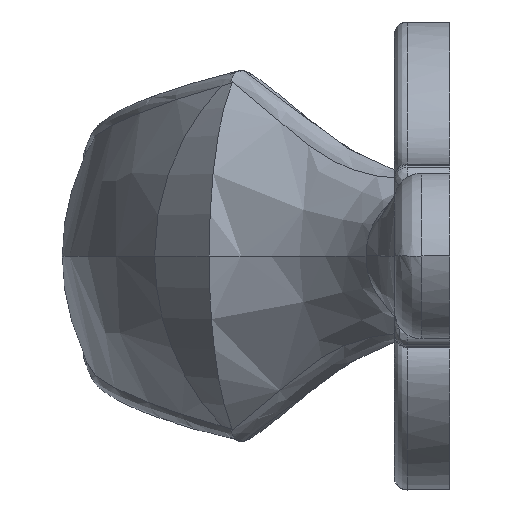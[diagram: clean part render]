
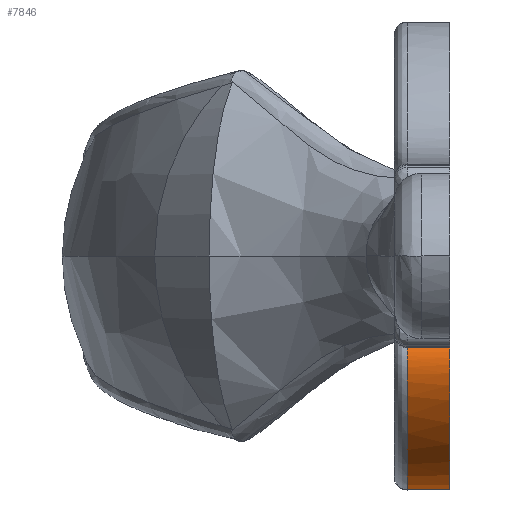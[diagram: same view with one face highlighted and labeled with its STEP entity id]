
A CAD part, left-side view. The second image highlights one B-rep face of the part: STEP entity #7846.
In plain terms, the highlighted free-form (B-spline) face has degree [3, 1] with [13, 2] control points.
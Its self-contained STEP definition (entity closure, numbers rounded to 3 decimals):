
#87 = CARTESIAN_POINT ( 'NONE',  ( -54.24, 2.3, -7.386 ) ) ;
#463 = FACE_OUTER_BOUND ( 'NONE', #12170, .T. ) ;
#780 = ORIENTED_EDGE ( 'NONE', *, *, #16480, .F. ) ;
#1138 = CARTESIAN_POINT ( 'NONE',  ( -46.331, 0., -12.686 ) ) ;
#2009 = CARTESIAN_POINT ( 'NONE',  ( -54.288, 2.3, -4.67 ) ) ;
#2327 = ORIENTED_EDGE ( 'NONE', *, *, #13638, .T. ) ;
#2502 = CARTESIAN_POINT ( 'NONE',  ( -44.375, 3.6, -12.714 ) ) ;
#2847 = CARTESIAN_POINT ( 'NONE',  ( -54.288, 2.3, -4.67 ) ) ;
#2882 = CARTESIAN_POINT ( 'NONE',  ( -44.375, 0., -12.714 ) ) ;
#3006 = CARTESIAN_POINT ( 'NONE',  ( -45.383, 0., -1.555 ) ) ;
#3497 = CARTESIAN_POINT ( 'NONE',  ( -55.071, 0., -7.088 ) ) ;
#3667 = CARTESIAN_POINT ( 'NONE',  ( -54.37, 2.3, -4.8 ) ) ;
#3718 = CARTESIAN_POINT ( 'NONE',  ( -54.55, 0., -5.237 ) ) ;
#4131 = VERTEX_POINT ( 'NONE', #21903 ) ;
#4560 = CARTESIAN_POINT ( 'NONE',  ( -50.496, 3.6, -11.316 ) ) ;
#4892 = CARTESIAN_POINT ( 'NONE',  ( -51.735, 2.3, -10.443 ) ) ;
#4945 = CARTESIAN_POINT ( 'NONE',  ( -48., 0., -2. ) ) ;
#5312 = CARTESIAN_POINT ( 'NONE',  ( -54.55, 3.6, -5.237 ) ) ;
#5791 = ORIENTED_EDGE ( 'NONE', *, *, #16304, .T. ) ;
#6210 = CARTESIAN_POINT ( 'NONE',  ( -46.465, 3.6, -12.819 ) ) ;
#6976 = CARTESIAN_POINT ( 'NONE',  ( -54.55, 0., -5.237 ) ) ;
#7109 = CARTESIAN_POINT ( 'NONE',  ( -43.285, 3.6, -1.528 ) ) ;
#7336 = CARTESIAN_POINT ( 'NONE',  ( -49.13, 0., -12.169 ) ) ;
#7383 = CARTESIAN_POINT ( 'NONE',  ( -46.331, 0., -12.686 ) ) ;
#7527 = CARTESIAN_POINT ( 'NONE',  ( -54.54, 2.3, -6.609 ) ) ;
#7846 = ADVANCED_FACE ( 'NONE', ( #463 ), #23942, .T. ) ;
#8216 = VERTEX_POINT ( 'NONE', #2847 ) ;
#9241 = CARTESIAN_POINT ( 'NONE',  ( -50.496, 0., -11.316 ) ) ;
#9265 = CARTESIAN_POINT ( 'NONE',  ( -43.285, 0., -1.528 ) ) ;
#9403 = EDGE_CURVE ( 'NONE', #4131, #8216, #11593, .T. ) ;
#9450 = CARTESIAN_POINT ( 'NONE',  ( -54.288, 0.767, -4.67 ) ) ;
#10013 = VERTEX_POINT ( 'NONE', #1138 ) ;
#10636 = CARTESIAN_POINT ( 'NONE',  ( -47.652, 2.3, -12.518 ) ) ;
#10697 = CARTESIAN_POINT ( 'NONE',  ( -46.465, 0., -12.819 ) ) ;
#11208 = CARTESIAN_POINT ( 'NONE',  ( -46.331, 0.767, -12.686 ) ) ;
#11310 = CARTESIAN_POINT ( 'NONE',  ( -42., 3.6, -3.85 ) ) ;
#11593 = B_SPLINE_CURVE_WITH_KNOTS ( 'NONE', 3,
 ( #13431, #9450, #19208, #15369 ),
 .UNSPECIFIED., .F., .F.,
 ( 4, 4 ),
 ( 0., 1. ),
 .UNSPECIFIED. ) ;
#12170 = EDGE_LOOP ( 'NONE', ( #2327, #5791, #20514, #780 ) ) ;
#12238 = CARTESIAN_POINT ( 'NONE',  ( -48.504, 0., -12.56 ) ) ;
#12361 = CARTESIAN_POINT ( 'NONE',  ( -52.815, 0., -9.868 ) ) ;
#12537 = VERTEX_POINT ( 'NONE', #14236 ) ;
#13431 = CARTESIAN_POINT ( 'NONE',  ( -54.288, 0., -4.67 ) ) ;
#13472 = CARTESIAN_POINT ( 'NONE',  ( -52.815, 0., -9.868 ) ) ;
#13638 = EDGE_CURVE ( 'NONE', #12537, #10013, #22257, .T. ) ;
#14236 = CARTESIAN_POINT ( 'NONE',  ( -46.331, 2.3, -12.686 ) ) ;
#14442 = CARTESIAN_POINT ( 'NONE',  ( -46.331, 2.3, -12.686 ) ) ;
#14629 = CARTESIAN_POINT ( 'NONE',  ( -50.591, 2.3, -11.316 ) ) ;
#14820 = CARTESIAN_POINT ( 'NONE',  ( -54.029, 0., -3.386 ) ) ;
#15184 = CARTESIAN_POINT ( 'NONE',  ( -42., 0., -3.85 ) ) ;
#15346 = CARTESIAN_POINT ( 'NONE',  ( -54.464, 2.3, -4.979 ) ) ;
#15369 = CARTESIAN_POINT ( 'NONE',  ( -54.288, 2.3, -4.67 ) ) ;
#15405 = CARTESIAN_POINT ( 'NONE',  ( -54.494, 0., -5.037 ) ) ;
#16133 = CARTESIAN_POINT ( 'NONE',  ( -46.331, 1.533, -12.686 ) ) ;
#16243 = CARTESIAN_POINT ( 'NONE',  ( -48.504, 3.6, -12.56 ) ) ;
#16304 = EDGE_CURVE ( 'NONE', #10013, #4131, #22865, .T. ) ;
#16439 = CARTESIAN_POINT ( 'NONE',  ( -46.727, 2.3, -12.65 ) ) ;
#16480 = EDGE_CURVE ( 'NONE', #12537, #8216, #18621, .T. ) ;
#16629 = CARTESIAN_POINT ( 'NONE',  ( -55.071, 3.6, -7.088 ) ) ;
#17100 = CARTESIAN_POINT ( 'NONE',  ( -46.331, 0., -12.686 ) ) ;
#17406 = CARTESIAN_POINT ( 'NONE',  ( -53.764, 2.3, -8.203 ) ) ;
#18352 = CARTESIAN_POINT ( 'NONE',  ( -46.331, 2.3, -12.686 ) ) ;
#18470 = CARTESIAN_POINT ( 'NONE',  ( -49.079, 2.3, -12.094 ) ) ;
#18621 = B_SPLINE_CURVE_WITH_KNOTS ( 'NONE', 3,
 ( #18352, #16439, #10636, #18470, #14629, #4892, #22677, #25072, #17406, #87, #7527, #23402, #23145, #15346, #3667, #19188, #2009 ),
 .UNSPECIFIED., .F., .F.,
 ( 4, 1, 1, 1, 1, 1, 1, 1, 1, 1, 1, 1, 1, 1, 4 ),
 ( 0., 0.099, 0.231, 0.362, 0.513, 0.588, 0.663, 0.738, 0.813, 0.888, 0.926, 0.963, 0.978, 0.993, 1. ),
 .UNSPECIFIED. ) ;
#18999 = CARTESIAN_POINT ( 'NONE',  ( -55.071, 0., -7.088 ) ) ;
#19120 = CARTESIAN_POINT ( 'NONE',  ( -47.742, 0., -12.559 ) ) ;
#19188 = CARTESIAN_POINT ( 'NONE',  ( -54.308, 2.3, -4.699 ) ) ;
#19208 = CARTESIAN_POINT ( 'NONE',  ( -54.288, 1.533, -4.67 ) ) ;
#19375 = CARTESIAN_POINT ( 'NONE',  ( -54.288, 0., -4.67 ) ) ;
#20195 = CARTESIAN_POINT ( 'NONE',  ( -52.815, 3.6, -9.868 ) ) ;
#20514 = ORIENTED_EDGE ( 'NONE', *, *, #9403, .T. ) ;
#20817 = CARTESIAN_POINT ( 'NONE',  ( -45.383, 3.6, -1.555 ) ) ;
#21903 = CARTESIAN_POINT ( 'NONE',  ( -54.288, 0., -4.67 ) ) ;
#22105 = CARTESIAN_POINT ( 'NONE',  ( -50.496, 0., -11.316 ) ) ;
#22257 = B_SPLINE_CURVE_WITH_KNOTS ( 'NONE', 3,
 ( #14442, #16133, #11208, #7383 ),
 .UNSPECIFIED., .F., .F.,
 ( 4, 4 ),
 ( 0., 1. ),
 .UNSPECIFIED. ) ;
#22479 = CARTESIAN_POINT ( 'NONE',  ( -50.732, 0., -2.465 ) ) ;
#22677 = CARTESIAN_POINT ( 'NONE',  ( -52.607, 2.3, -9.616 ) ) ;
#22857 = CARTESIAN_POINT ( 'NONE',  ( -54.029, 3.6, -3.386 ) ) ;
#22865 = B_SPLINE_CURVE_WITH_KNOTS ( 'NONE', 3,
 ( #17100, #19120, #7336, #9241, #13472, #18999, #3718, #15405, #22951, #19375 ),
 .UNSPECIFIED., .F., .F.,
 ( 4, 3, 3, 4 ),
 ( 0., 0.347, 0.936, 1. ),
 .UNSPECIFIED. ) ;
#22951 = CARTESIAN_POINT ( 'NONE',  ( -54.405, 0., -4.848 ) ) ;
#23145 = CARTESIAN_POINT ( 'NONE',  ( -54.603, 2.3, -5.368 ) ) ;
#23402 = CARTESIAN_POINT ( 'NONE',  ( -54.648, 2.3, -5.876 ) ) ;
#23942 = B_SPLINE_SURFACE_WITH_KNOTS ( 'NONE', 3, 1, ( 
 ( #2882, #2502 ),
 ( #10697, #6210 ),
 ( #12238, #16243 ),
 ( #22105, #4560 ),
 ( #12361, #20195 ),
 ( #3497, #16629 ),
 ( #6976, #5312 ),
 ( #14820, #22857 ),
 ( #22479, #24659 ),
 ( #4945, #24912 ),
 ( #3006, #20817 ),
 ( #9265, #7109 ),
 ( #15184, #11310 ) ),
 .UNSPECIFIED., .F., .F., .F.,
 ( 4, 3, 3, 3, 4 ),
 ( 2, 2 ),
 ( -40.327, -34.048, -26.742, -19.435, -12.435 ),
 ( 0., 0.36 ),
 .UNSPECIFIED. ) ;
#24659 = CARTESIAN_POINT ( 'NONE',  ( -50.732, 3.6, -2.465 ) ) ;
#24912 = CARTESIAN_POINT ( 'NONE',  ( -48., 3.6, -2. ) ) ;
#25072 = CARTESIAN_POINT ( 'NONE',  ( -53.214, 2.3, -8.938 ) ) ;
